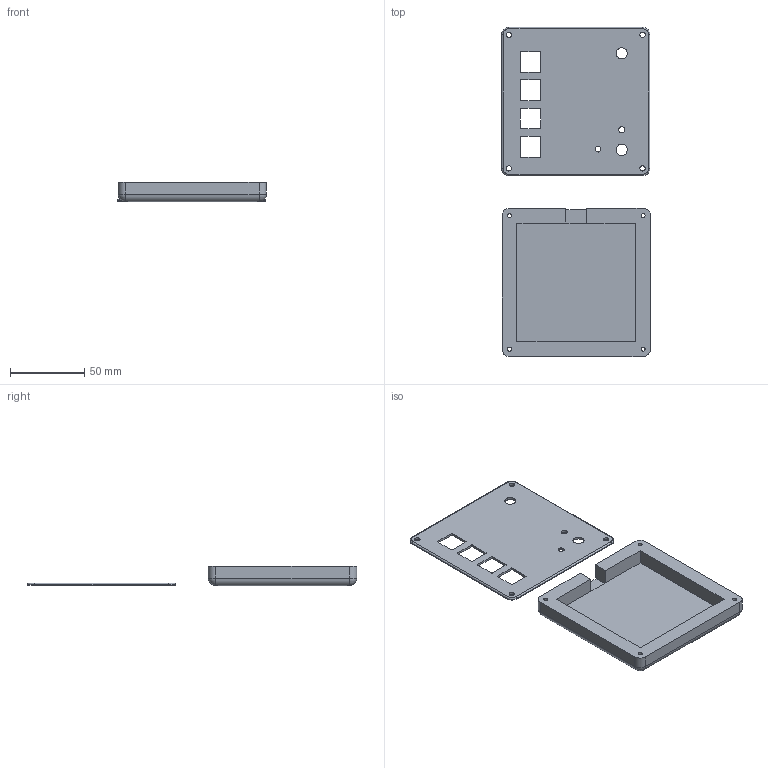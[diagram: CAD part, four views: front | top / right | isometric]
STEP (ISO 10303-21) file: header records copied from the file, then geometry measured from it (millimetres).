
FILE_DESCRIPTION(/* description */ ('STEP AP242','CAx-IF Rec.Pracs.---Representation and Presentation of Product Manufacturing Information (PMI)---4.0---2014-10-13','CAx-IF Rec.Pracs.---3D Tessellated Geometry---0.4---2014-09-14','2;1'),/* implementation_level */ '2;1');
FILE_NAME(/* name */ '67c6636d48154165ea138f5a',/* time_stamp */ '2025-03-04T02:20:30Z',/* author */ (''),/* organization */ (''),/* preprocessor_version */ 'ST-DEVELOPER v20',/* originating_system */ 'ONSHAPE BY PTC INC, 1.194',/* authorisation */ ' ');
FILE_SCHEMA (('AP242_MANAGED_MODEL_BASED_3D_ENGINEERING_MIM_LF { 1 0 10303 442 1 1 4 }'));
Length unit declared in the file: metre
Products named in the file (3): Part 2; Pcb_bc3e; Part 3
Bounding box: 100.34 x 221.88 x 13 mm (x, y, z)
Volume: 85245.9 mm3; surface area: 60218.6 mm2
Topology: 3 solids, 3 shells, 693 faces, 1922 edges, 1274 vertices
Faces by surface type: plane 298, bspline 226, cylinder 161, sphere 4, torus 4
Full cylindrical faces by diameter (mm): 1 x10, 1.5 x8, 1.7 x8, 2.75 x4, 3.6 x4, 4 x6, 4.3 x4, 7.5 x2
Entity records: 22952 total; most frequent: CARTESIAN_POINT 6364, ORIENTED_EDGE 3752, DIRECTION 2688, EDGE_CURVE 1876, VERTEX_POINT 1274, LINE 1084, VECTOR 1084, EDGE_LOOP 886
